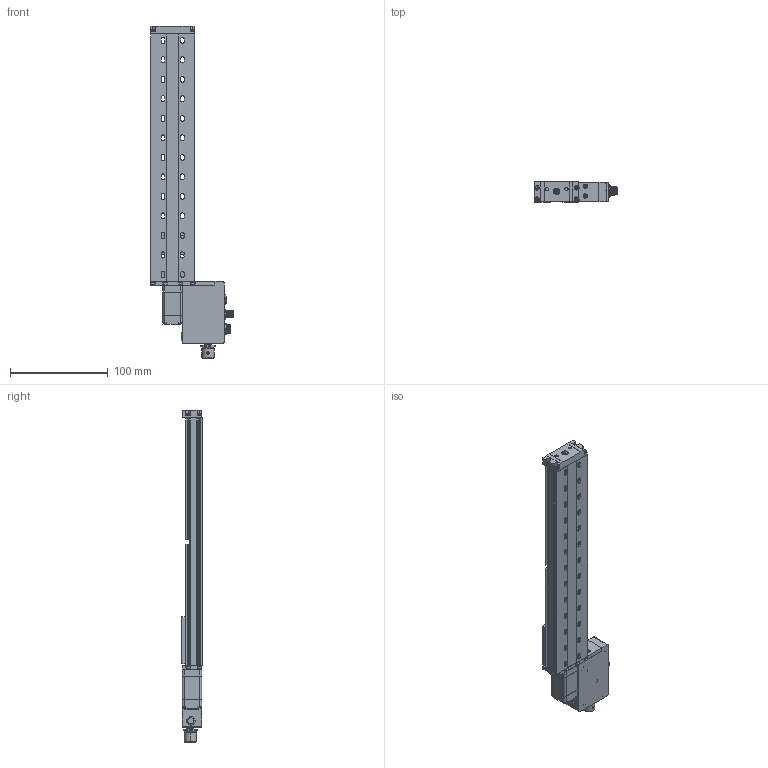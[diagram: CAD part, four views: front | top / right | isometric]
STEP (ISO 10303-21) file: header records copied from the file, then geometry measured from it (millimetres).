
FILE_DESCRIPTION (( 'STEP AP214' ), '1' );
FILE_NAME ('Dataray M2DU-200.STEP', '2016-09-28T18:10:37', ( '' ), ( '' ), 'SwSTEP 2.0', 'SolidWorks 2016', '' );
FILE_SCHEMA (( 'AUTOMOTIVE_DESIGN' ));
Length unit declared in the file: inch
Products named in the file (4): DataRay M2DU motor; Base Sub-Assembly (200); Dataray M2DU-200; Carriage Sub-Assembly
Assembly tree (3 placements, depth 2):
  Dataray M2DU-200
    Base Sub-Assembly (200)
    Carriage Sub-Assembly
    DataRay M2DU motor
Bounding box: 84.7 x 21 x 340.4 mm (x, y, z)
Volume: 133928.8 mm3; surface area: 113907.1 mm2
Topology: 50 solids, 50 shells, 2905 faces, 7642 edges, 4971 vertices
Faces by surface type: plane 1325, cylinder 1150, bspline 271, cone 159
Entity records: 184805 total; most frequent: CARTESIAN_POINT 75220, ORIENTED_EDGE 15208, DIRECTION 14475, EDGE_CURVE 7604, AXIS2_PLACEMENT_3D 5098, VERTEX_POINT 4971, VECTOR 4279, LINE 4279
